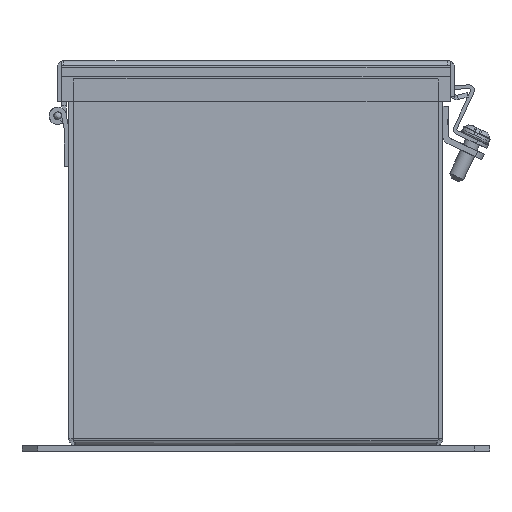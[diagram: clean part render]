
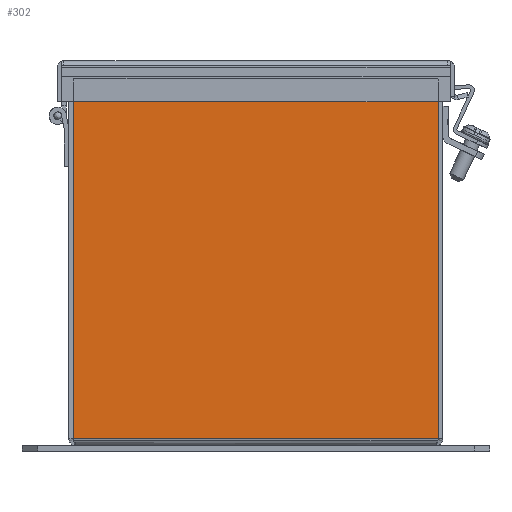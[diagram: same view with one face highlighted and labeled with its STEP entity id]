
A CAD part, left-side view. The second image highlights one B-rep face of the part: STEP entity #302.
In plain terms, the highlighted planar face has unit normal (-1, 0, 0).
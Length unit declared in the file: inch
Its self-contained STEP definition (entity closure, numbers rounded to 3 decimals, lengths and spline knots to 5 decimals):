
#112 = DIRECTION ( 'NONE',  ( 0., 0., 1. ) ) ;
#141 = AXIS2_PLACEMENT_3D ( 'NONE', #326, #11958, #3271 ) ;
#302 = ADVANCED_FACE ( 'NONE', ( #2249 ), #8071, .F. ) ;
#326 = CARTESIAN_POINT ( 'NONE',  ( -24., -2.67789, 5.82223 ) ) ;
#450 = DIRECTION ( 'NONE',  ( 0., 1., 0. ) ) ;
#914 = EDGE_CURVE ( 'NONE', #13941, #15869, #7258, .T. ) ;
#1555 = CARTESIAN_POINT ( 'NONE',  ( -24., -2.91796, 5.892 ) ) ;
#2249 = FACE_OUTER_BOUND ( 'NONE', #15764, .T. ) ;
#2564 = CARTESIAN_POINT ( 'NONE',  ( -24., -2.92789, 0.108 ) ) ;
#3048 = AXIS2_PLACEMENT_3D ( 'NONE', #15476, #13861, #6434 ) ;
#3104 = AXIS2_PLACEMENT_3D ( 'NONE', #15416, #3770, #11298 ) ;
#3128 = CARTESIAN_POINT ( 'NONE',  ( -24., 2.92789, 0.108 ) ) ;
#3271 = DIRECTION ( 'NONE',  ( 0., -1., 0. ) ) ;
#3506 = LINE ( 'NONE', #4825, #16743 ) ;
#3707 = EDGE_CURVE ( 'NONE', #10945, #12273, #9987, .T. ) ;
#3770 = DIRECTION ( 'NONE',  ( 1., 0., 0. ) ) ;
#4058 = ORIENTED_EDGE ( 'NONE', *, *, #914, .F. ) ;
#4508 = ORIENTED_EDGE ( 'NONE', *, *, #17959, .F. ) ;
#4616 = CARTESIAN_POINT ( 'NONE',  ( -24., -2.92789, 0.108 ) ) ;
#4825 = CARTESIAN_POINT ( 'NONE',  ( -24., -2.892, 0.108 ) ) ;
#5087 = VECTOR ( 'NONE', #112, 39.37008 ) ;
#6287 = ORIENTED_EDGE ( 'NONE', *, *, #7401, .F. ) ;
#6434 = DIRECTION ( 'NONE',  ( 0., 0., -1. ) ) ;
#6539 = EDGE_CURVE ( 'NONE', #10945, #13941, #3506, .T. ) ;
#7258 = LINE ( 'NONE', #16032, #5087 ) ;
#7401 = EDGE_CURVE ( 'NONE', #15869, #8236, #8836, .T. ) ;
#8071 = PLANE ( 'NONE',  #3104 ) ;
#8116 = VECTOR ( 'NONE', #11316, 39.37008 ) ;
#8236 = VERTEX_POINT ( 'NONE', #18665 ) ;
#8380 = CIRCLE ( 'NONE', #141, 0.25 ) ;
#8836 = CIRCLE ( 'NONE', #3048, 0.25 ) ;
#9155 = CARTESIAN_POINT ( 'NONE',  ( -24., -2.92789, 5.82223 ) ) ;
#9987 = LINE ( 'NONE', #2564, #15306 ) ;
#10605 = ORIENTED_EDGE ( 'NONE', *, *, #15293, .F. ) ;
#10945 = VERTEX_POINT ( 'NONE', #4616 ) ;
#11298 = DIRECTION ( 'NONE',  ( 0., -1., 0. ) ) ;
#11316 = DIRECTION ( 'NONE',  ( 0., -1., 0. ) ) ;
#11500 = CARTESIAN_POINT ( 'NONE',  ( -24., 20.406, 5.892 ) ) ;
#11958 = DIRECTION ( 'NONE',  ( 1., 0., 0. ) ) ;
#12273 = VERTEX_POINT ( 'NONE', #9155 ) ;
#13142 = DIRECTION ( 'NONE',  ( 0., 0., 1. ) ) ;
#13861 = DIRECTION ( 'NONE',  ( 1., 0., 0. ) ) ;
#13941 = VERTEX_POINT ( 'NONE', #3128 ) ;
#14190 = LINE ( 'NONE', #11500, #8116 ) ;
#15293 = EDGE_CURVE ( 'NONE', #8236, #17852, #14190, .T. ) ;
#15306 = VECTOR ( 'NONE', #13142, 39.37008 ) ;
#15416 = CARTESIAN_POINT ( 'NONE',  ( -24., 20.406, 0. ) ) ;
#15476 = CARTESIAN_POINT ( 'NONE',  ( -24., 2.67789, 5.82223 ) ) ;
#15689 = CARTESIAN_POINT ( 'NONE',  ( -24., 2.92789, 5.82223 ) ) ;
#15764 = EDGE_LOOP ( 'NONE', ( #6287, #4058, #18584, #18877, #4508, #10605 ) ) ;
#15869 = VERTEX_POINT ( 'NONE', #15689 ) ;
#16032 = CARTESIAN_POINT ( 'NONE',  ( -24., 2.92789, 0.108 ) ) ;
#16743 = VECTOR ( 'NONE', #450, 39.37008 ) ;
#17852 = VERTEX_POINT ( 'NONE', #1555 ) ;
#17959 = EDGE_CURVE ( 'NONE', #17852, #12273, #8380, .T. ) ;
#18584 = ORIENTED_EDGE ( 'NONE', *, *, #6539, .F. ) ;
#18665 = CARTESIAN_POINT ( 'NONE',  ( -24., 2.91796, 5.892 ) ) ;
#18877 = ORIENTED_EDGE ( 'NONE', *, *, #3707, .T. ) ;
